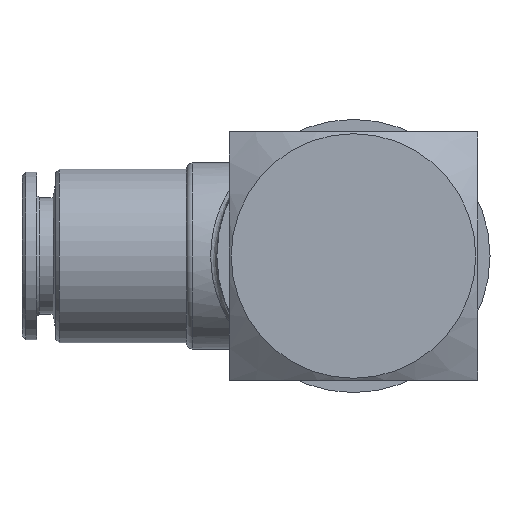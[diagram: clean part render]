
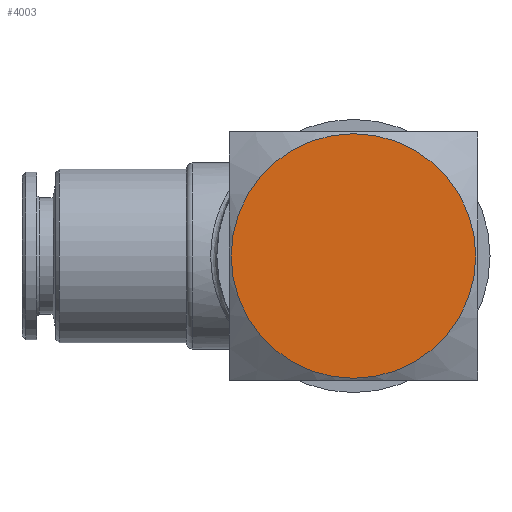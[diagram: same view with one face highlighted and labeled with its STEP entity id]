
A CAD part, left-side view. The second image highlights one B-rep face of the part: STEP entity #4003.
In plain terms, the highlighted planar face has unit normal (-1, 0, 0).
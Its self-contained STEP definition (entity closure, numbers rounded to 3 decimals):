
#16 = CARTESIAN_POINT ( 'NONE',  ( -10.5, 0., 0. ) ) ;
#17 = DIRECTION ( 'NONE',  ( 1., 0., 0. ) ) ;
#18 = DIRECTION ( 'NONE',  ( 0., 0., -1. ) ) ;
#519 = AXIS2_PLACEMENT_3D ( 'NONE', #988, #989, #990 ) ;
#539 = CIRCLE ( 'NONE', #519, 9.85 ) ;
#646 = AXIS2_PLACEMENT_3D ( 'NONE', #3313, #3314, #3315 ) ;
#988 = CARTESIAN_POINT ( 'NONE',  ( -10.5, 0., 0. ) ) ;
#989 = DIRECTION ( 'NONE',  ( 1., 0., 0. ) ) ;
#990 = DIRECTION ( 'NONE',  ( 0., 0., -1. ) ) ;
#1411 = EDGE_LOOP ( 'NONE', ( #1624, #1625 ) ) ;
#1624 = ORIENTED_EDGE ( 'NONE', *, *, #1999, .F. ) ;
#1625 = ORIENTED_EDGE ( 'NONE', *, *, #2109, .F. ) ;
#1999 = EDGE_CURVE ( 'NONE', #3064, #3053, #4151, .T. ) ;
#2109 = EDGE_CURVE ( 'NONE', #3053, #3064, #539, .T. ) ;
#2569 = FACE_OUTER_BOUND ( 'NONE', #1411, .T. ) ;
#2846 = CARTESIAN_POINT ( 'NONE',  ( -10.5, 0., 9.85 ) ) ;
#2855 = CARTESIAN_POINT ( 'NONE',  ( -10.5, 0., -9.85 ) ) ;
#3053 = VERTEX_POINT ( 'NONE', #2846 ) ;
#3064 = VERTEX_POINT ( 'NONE', #2855 ) ;
#3312 = PLANE ( 'NONE',  #646 ) ;
#3313 = CARTESIAN_POINT ( 'NONE',  ( -10.5, -10., 10. ) ) ;
#3314 = DIRECTION ( 'NONE',  ( 1., 0., 0. ) ) ;
#3315 = DIRECTION ( 'NONE',  ( 0., 0., -1. ) ) ;
#4003 = ADVANCED_FACE ( 'NONE', ( #2569 ), #3312, .F. ) ;
#4151 = CIRCLE ( 'NONE', #4154, 9.85 ) ;
#4154 = AXIS2_PLACEMENT_3D ( 'NONE', #16, #17, #18 ) ;
